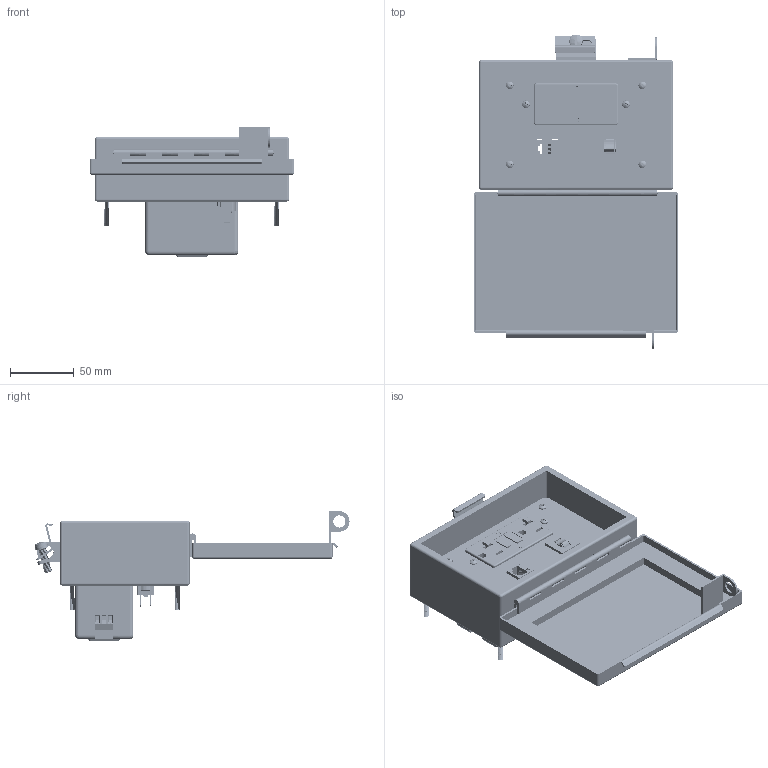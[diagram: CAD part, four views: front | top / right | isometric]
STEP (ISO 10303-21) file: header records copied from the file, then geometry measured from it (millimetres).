
FILE_DESCRIPTION (( 'STEP AP203' ), '1' );
FILE_NAME ('P-R2-M6RF3_3D.STEP', '2020-09-16T18:47:36', ( '' ), ( '' ), 'SwSTEP 2.0', 'SolidWorks 2019', '' );
FILE_SCHEMA (( 'CONFIG_CONTROL_DESIGN' ));
Length unit declared in the file: millimetre
Products named in the file (16): R2; CBX; Z-300-RJ45CAT5; Z-200-OTLT-RIOF_RF Clipped; P-R2-M6RF3_3D; Z-200-OTLT-GFIH-1_sheared; Z-000-4243316TFP; P-R2-M6RF3_BP180_1; -M6; RF_RF Clipped; 92005A124_METRIC PAN HEAD PHILLIPS MACHINE SCREW_92005A124; Z-H-M6_B; P-R2-M6RF3_TP060_1; Z-CB-SM; P-R2-M6RF3_FP060_1; M3PH_14M3
Assembly tree (20 placements, depth 3):
  P-R2-M6RF3_3D
    P-R2-M6RF3_BP180_1
    P-R2-M6RF3_TP060_1
    Z-000-4243316TFP  x2
    P-R2-M6RF3_FP060_1
    R2
      Z-300-RJ45CAT5
    CBX
      Z-CB-SM
    RF_RF Clipped
      Z-200-OTLT-RIOF_RF Clipped
      Z-200-OTLT-GFIH-1_sheared
    M3PH_14M3  x2
    -M6
      Z-H-M6_B
    92005A124_METRIC PAN HEAD PHILLIPS MACHINE SCREW_92005A124  x4
Bounding box: 160.82 x 247.16 x 101.6 mm (x, y, z)
Volume: 335340.5 mm3; surface area: 264996.3 mm2
Topology: 35 solids, 35 shells, 3311 faces, 9287 edges, 6137 vertices
Faces by surface type: plane 1544, cylinder 1342, bspline 245, cone 87, sphere 55, torus 38
Entity records: 140524 total; most frequent: CARTESIAN_POINT 76845, ORIENTED_EDGE 13994, DIRECTION 11292, EDGE_CURVE 6997, VERTEX_POINT 4625, LINE 4502, VECTOR 4502, AXIS2_PLACEMENT_3D 3395
